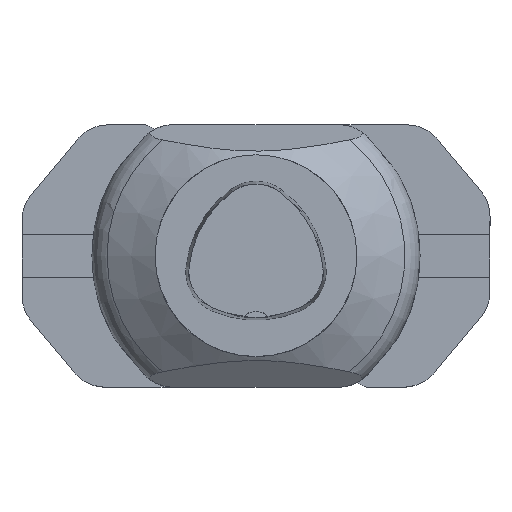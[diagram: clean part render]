
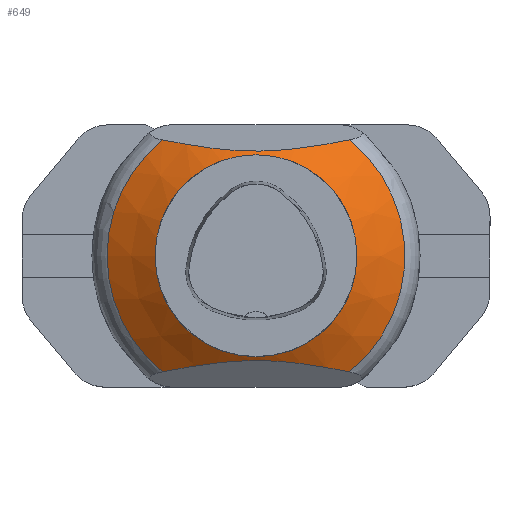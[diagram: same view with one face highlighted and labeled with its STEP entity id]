
A CAD part, top view. The second image highlights one B-rep face of the part: STEP entity #649.
In plain terms, the highlighted conical face has half-angle 55 degrees and reference radius 39.992 mm.
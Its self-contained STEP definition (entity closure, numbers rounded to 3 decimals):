
#311=CONICAL_SURFACE('',#3389,39.993,55.);
#321=FACE_BOUND('',#1057,.T.);
#322=FACE_BOUND('',#1058,.T.);
#467=CIRCLE('',#3386,40.);
#468=CIRCLE('',#3387,59.03);
#469=CIRCLE('',#3388,59.03);
#561=B_SPLINE_CURVE_WITH_KNOTS('',3,(#4725,#4726,#4727,#4728,#4729,#4730,
#4731,#4732,#4733,#4734),.UNSPECIFIED.,.F.,.F.,(4,2,2,2,4),(0.,0.25,0.5,
0.75,1.),.UNSPECIFIED.);
#565=B_SPLINE_CURVE_WITH_KNOTS('',3,(#4757,#4758,#4759,#4760,#4761,#4762,
#4763,#4764,#4765,#4766),.UNSPECIFIED.,.F.,.F.,(4,2,2,2,4),(0.,0.25,0.5,
0.75,1.),.UNSPECIFIED.);
#649=ADVANCED_FACE('',(#321,#322),#311,.T.);
#1057=EDGE_LOOP('',(#1349));
#1058=EDGE_LOOP('',(#1350,#1351,#1352,#1353));
#1349=ORIENTED_EDGE('',*,*,#2391,.T.);
#1350=ORIENTED_EDGE('',*,*,#2386,.F.);
#1351=ORIENTED_EDGE('',*,*,#2392,.T.);
#1352=ORIENTED_EDGE('',*,*,#2390,.F.);
#1353=ORIENTED_EDGE('',*,*,#2393,.T.);
#2091=VERTEX_POINT('',#4724);
#2092=VERTEX_POINT('',#4735);
#2093=VERTEX_POINT('',#4749);
#2094=VERTEX_POINT('',#4756);
#2095=VERTEX_POINT('',#4769);
#2386=EDGE_CURVE('',#2091,#2092,#561,.T.);
#2390=EDGE_CURVE('',#2094,#2093,#565,.T.);
#2391=EDGE_CURVE('',#2095,#2095,#467,.T.);
#2392=EDGE_CURVE('',#2091,#2093,#468,.T.);
#2393=EDGE_CURVE('',#2094,#2092,#469,.T.);
#3386=AXIS2_PLACEMENT_3D('',#4768,#3790,#3791);
#3387=AXIS2_PLACEMENT_3D('',#4770,#3792,#3793);
#3388=AXIS2_PLACEMENT_3D('',#4771,#3794,#3795);
#3389=AXIS2_PLACEMENT_3D('',#4772,#3796,#3797);
#3790=DIRECTION('',(0.,0.,-1.));
#3791=DIRECTION('',(-1.,0.,0.));
#3792=DIRECTION('',(0.,0.,1.));
#3793=DIRECTION('',(-1.,0.,0.));
#3794=DIRECTION('',(0.,0.,1.));
#3795=DIRECTION('',(-1.,0.,0.));
#3796=DIRECTION('',(0.,0.,-1.));
#3797=DIRECTION('',(-1.,0.,0.));
#4724=CARTESIAN_POINT('',(37.032,-45.969,-43.43));
#4725=CARTESIAN_POINT('',(37.032,-45.969,-43.43));
#4726=CARTESIAN_POINT('',(31.325,-44.831,-40.302));
#4727=CARTESIAN_POINT('',(25.507,-43.765,-37.373));
#4728=CARTESIAN_POINT('',(13.182,-42.083,-32.754));
#4729=CARTESIAN_POINT('',(6.719,-41.504,-31.163));
#4730=CARTESIAN_POINT('',(-6.642,-41.5,-31.151));
#4731=CARTESIAN_POINT('',(-13.117,-42.076,-32.734));
#4732=CARTESIAN_POINT('',(-25.483,-43.76,-37.361));
#4733=CARTESIAN_POINT('',(-31.314,-44.828,-40.296));
#4734=CARTESIAN_POINT('',(-37.032,-45.969,-43.43));
#4735=CARTESIAN_POINT('',(-37.032,-45.969,-43.43));
#4749=CARTESIAN_POINT('',(37.032,45.969,-43.43));
#4756=CARTESIAN_POINT('',(-37.032,45.969,-43.43));
#4757=CARTESIAN_POINT('',(-37.032,45.969,-43.43));
#4758=CARTESIAN_POINT('',(-31.325,44.831,-40.302));
#4759=CARTESIAN_POINT('',(-25.507,43.765,-37.373));
#4760=CARTESIAN_POINT('',(-13.182,42.083,-32.754));
#4761=CARTESIAN_POINT('',(-6.719,41.504,-31.163));
#4762=CARTESIAN_POINT('',(6.642,41.5,-31.151));
#4763=CARTESIAN_POINT('',(13.117,42.076,-32.734));
#4764=CARTESIAN_POINT('',(25.483,43.76,-37.361));
#4765=CARTESIAN_POINT('',(31.314,44.828,-40.296));
#4766=CARTESIAN_POINT('',(37.032,45.969,-43.43));
#4768=CARTESIAN_POINT('',(0.,0.,-30.105));
#4769=CARTESIAN_POINT('',(-40.,0.,-30.105));
#4770=CARTESIAN_POINT('',(0.,0.,-43.43));
#4771=CARTESIAN_POINT('',(0.,0.,-43.43));
#4772=CARTESIAN_POINT('',(0.,0.,-30.1));
